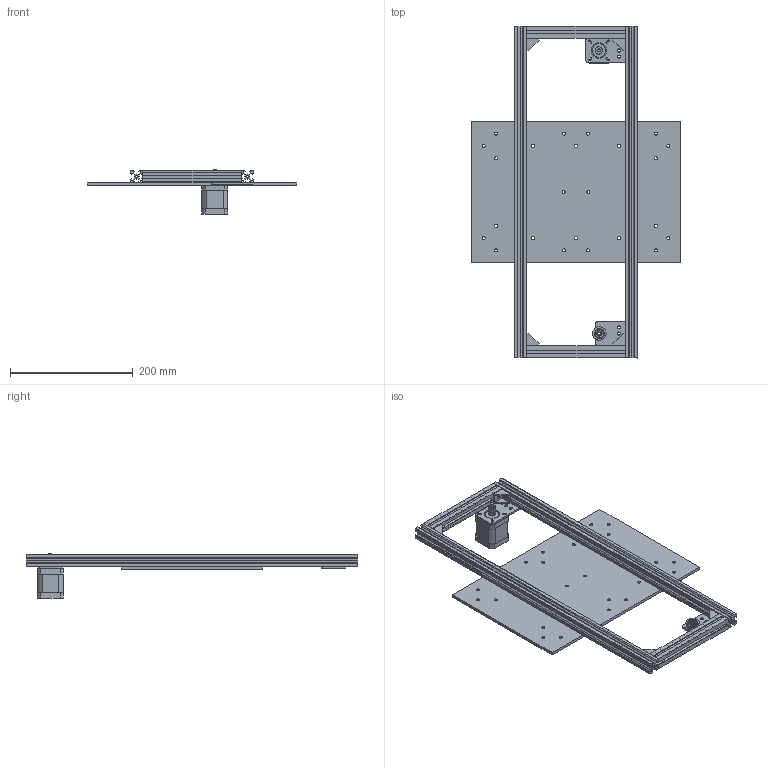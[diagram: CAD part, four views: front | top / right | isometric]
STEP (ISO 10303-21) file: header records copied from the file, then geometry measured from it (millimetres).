
FILE_DESCRIPTION(('FreeCAD Model'),'2;1');
FILE_NAME('TazIntermediate.step', '2020-08-13T03:50:50',('Author'),(''), 'Open CASCADE STEP processor 7.3','FreeCAD','Unknown');
FILE_SCHEMA(('AUTOMOTIVE_DESIGN { 1 0 10303 214 1 1 1 1 }'));
Length unit declared in the file: millimetre
Products named in the file (1): AxisY_001
Bounding box: 340 x 540 x 72 mm (x, y, z)
Volume: 716201.7 mm3; surface area: 438738.3 mm2
Topology: 16 solids, 18 shells, 642 faces, 1682 edges, 1108 vertices
Faces by surface type: plane 428, cylinder 206, cone 8
Full cylindrical faces by diameter (mm): 4.19 x2, 5 x32
Entity records: 47367 total; most frequent: CARTESIAN_POINT 9183, DIRECTION 6224, LINE 3938, VECTOR 3938, ORIENTED_EDGE 3348, PCURVE 3348, DEFINITIONAL_REPRESENTATION 3348, EDGE_CURVE 1674
